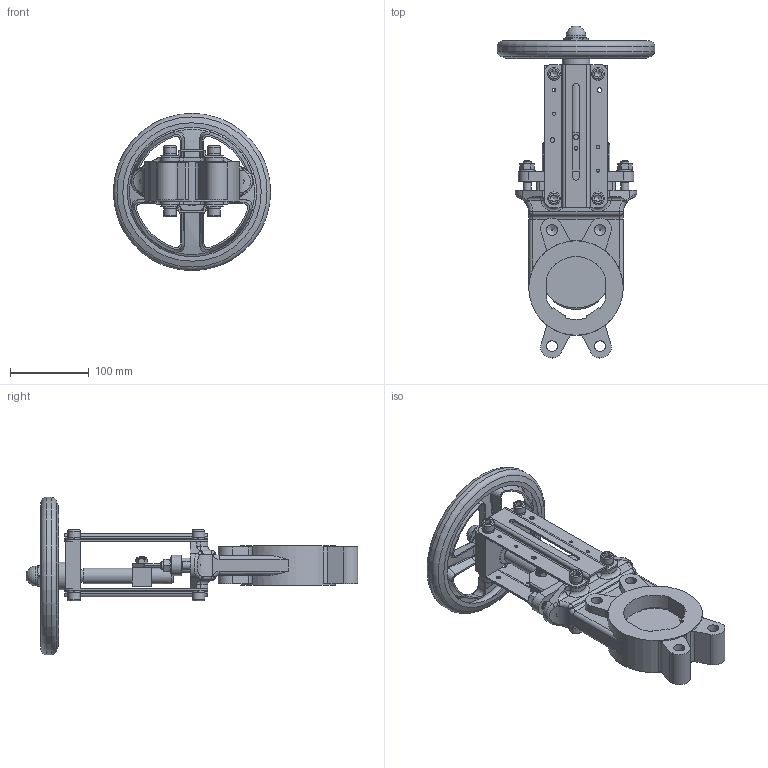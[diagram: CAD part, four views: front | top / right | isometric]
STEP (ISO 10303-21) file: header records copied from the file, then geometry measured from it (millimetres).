
FILE_DESCRIPTION(/* description */ ('178080'),/* implementation_level */ '2;1');
FILE_NAME(/* name */ '178080.stp',/* time_stamp */ '2019-02-18T11:32:05+01:00',/* author */ ('jmorand'),/* organization */ ('Sferaco'),/* preprocessor_version */ 'ST-DEVELOPER v17',/* originating_system */ 'Autodesk Inventor 2019',/* authorisation */ '');
FILE_SCHEMA (('AUTOMOTIVE_DESIGN { 1 0 10303 214 3 1 1 }'));
Length unit declared in the file: millimetre
Products named in the file (1): 178080
Bounding box: 200 x 421.82 x 200 mm (x, y, z)
Volume: 1233565.2 mm3; surface area: 347769.6 mm2
Topology: 27 solids, 32 shells, 1480 faces, 3884 edges, 2538 vertices
Faces by surface type: plane 646, bspline 306, cylinder 294, cone 157, torus 64, sphere 13
Full cylindrical faces by diameter (mm): 3.5 x2, 4 x2, 4.2 x6, 5 x2, 6 x6, 6.5 x1, 8 x4, 8.5 x16, 9 x4, 10 x15, 10.5 x10, 12 x2, 13 x4, 14 x8, 15.5 x1, 16 x8, 20 x4, 25 x1, 30 x1, 35 x1, 120 x1, 196 x1, 200 x1
Entity records: 56368 total; most frequent: CARTESIAN_POINT 20194, ORIENTED_EDGE 7718, DIRECTION 6723, EDGE_CURVE 3859, VERTEX_POINT 2538, AXIS2_PLACEMENT_3D 2498, LINE 1727, VECTOR 1727
